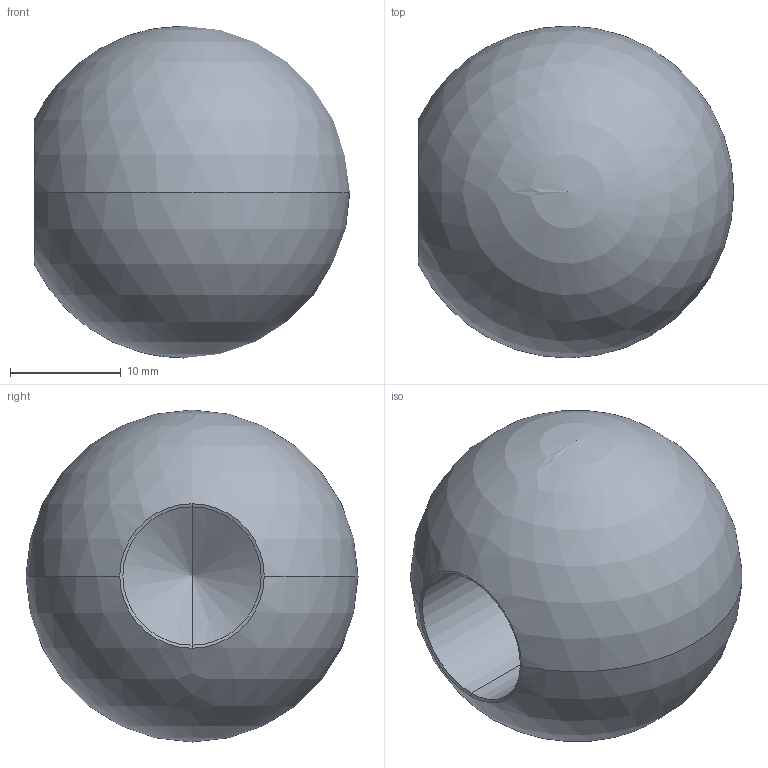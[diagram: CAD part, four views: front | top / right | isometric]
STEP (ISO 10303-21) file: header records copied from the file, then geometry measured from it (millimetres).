
FILE_DESCRIPTION (( 'STEP AP203' ), '1' );
FILE_NAME ('A_0221-3012.STEP', '2023-03-16T08:26:59', ( '' ), ( '' ), 'SwSTEP 2.0', 'SolidWorks 2019', '' );
FILE_SCHEMA (( 'CONFIG_CONTROL_DESIGN' ));
Length unit declared in the file: millimetre
Products named in the file (1): A_0221-3012
Bounding box: 28.51 x 30 x 30 mm (x, y, z)
Volume: 12039.8 mm3; surface area: 3427 mm2
Topology: 1 solids, 1 shells, 8 faces, 23 edges, 13 vertices
Faces by surface type: cone 4, cylinder 2, sphere 2
Entity records: 301 total; most frequent: DIRECTION 46, CARTESIAN_POINT 37, ORIENTED_EDGE 34, AXIS2_PLACEMENT_3D 20, EDGE_CURVE 17, CIRCLE 11, VERTEX_POINT 11, ADVANCED_FACE 8
